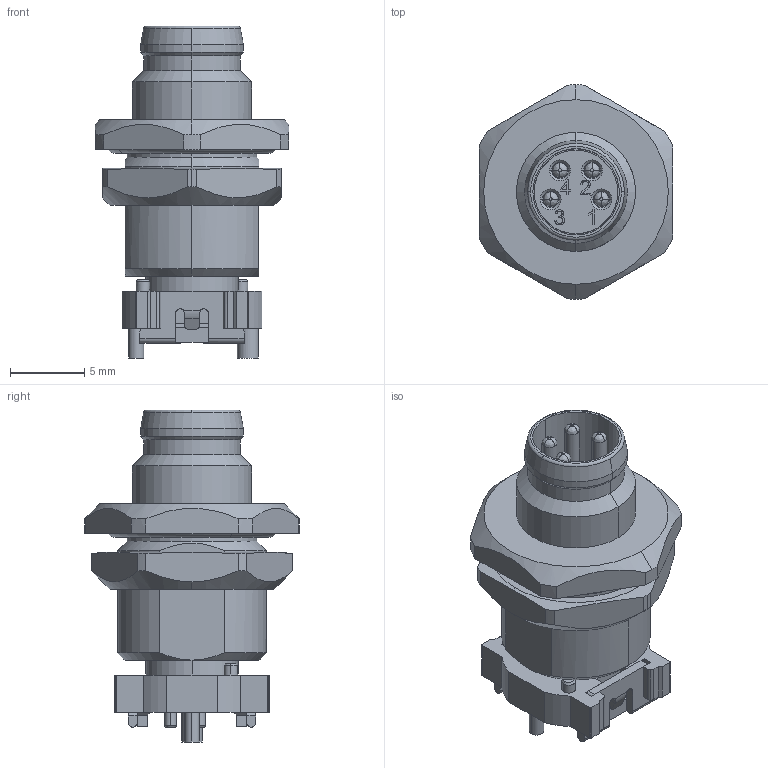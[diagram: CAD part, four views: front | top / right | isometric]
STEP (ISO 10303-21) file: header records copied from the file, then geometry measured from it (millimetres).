
FILE_DESCRIPTION(('CATIA V5R24 STEP','CAx-IF Rec.Pracs.--- Model Styling and Organization---1.2---2011-12-15'),'2;1');
FILE_NAME ('D1461811_1_2422500000_2422500000.stp','2017-08-29T11:59:49+00:00',('none'),('Weidmueller'),'CATIA Version 5-6 Release 2014 SP4 HF52','CATIA V5 STEP AP214','none');
FILE_SCHEMA(('AUTOMOTIVE_DESIGN { 1 0 10303 214 1 1 1 1 }'));
Length unit declared in the file: millimetre
Products named in the file (1): 2422500000
Bounding box: 13 x 14.4 x 22.3 mm (x, y, z)
Volume: 1366.4 mm3; surface area: 2053.5 mm2
Topology: 5 solids, 5 shells, 414 faces, 1107 edges, 734 vertices
Faces by surface type: plane 179, cylinder 134, bspline 55, cone 32, torus 14
Entity records: 14272 total; most frequent: CARTESIAN_POINT 4818, ORIENTED_EDGE 2214, DIRECTION 1463, EDGE_CURVE 1107, VERTEX_POINT 734, AXIS2_PLACEMENT_3D 602, VECTOR 532, LINE 532
